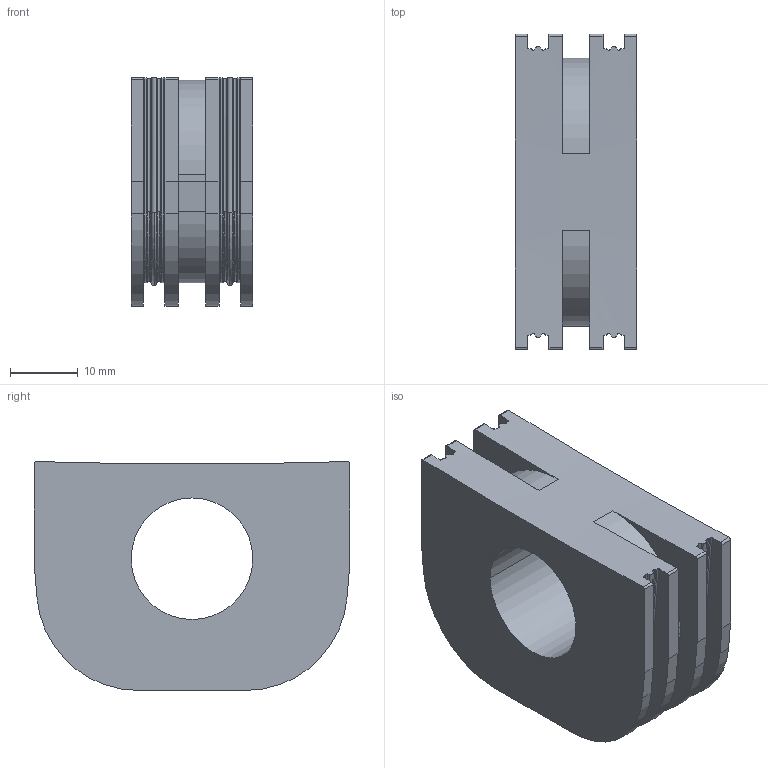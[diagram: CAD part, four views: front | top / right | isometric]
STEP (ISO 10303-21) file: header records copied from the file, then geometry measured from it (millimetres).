
FILE_DESCRIPTION(('CATIA V5 STEP Exchange','CAx-IF Rec.Pracs.--- Model Styling and Organization---1.4--- 2014-01-23'),'2;1');
FILE_NAME ('266291-1_2_2491870000_2491870000.stp','2019-03-14T18:50:49+00:00',('none'),('Weidmueller'),'CATIA Version 5-6 Release 2016 SP3 HF44','CATIA V5 STEP AP214','none');
FILE_SCHEMA(('AUTOMOTIVE_DESIGN { 1 0 10303 214 1 1 1 1 }'));
Length unit declared in the file: millimetre
Products named in the file (1): 2491870000
Bounding box: 18 x 46.73 x 33.88 mm (x, y, z)
Volume: 18080.2 mm3; surface area: 8056.2 mm2
Topology: 1 solids, 1 shells, 178 faces, 448 edges, 272 vertices
Faces by surface type: cylinder 73, plane 57, torus 40, cone 8
Entity records: 5037 total; most frequent: CARTESIAN_POINT 1042, ORIENTED_EDGE 896, DIRECTION 682, EDGE_CURVE 448, AXIS2_PLACEMENT_3D 331, VERTEX_POINT 272, VECTOR 214, LINE 214
